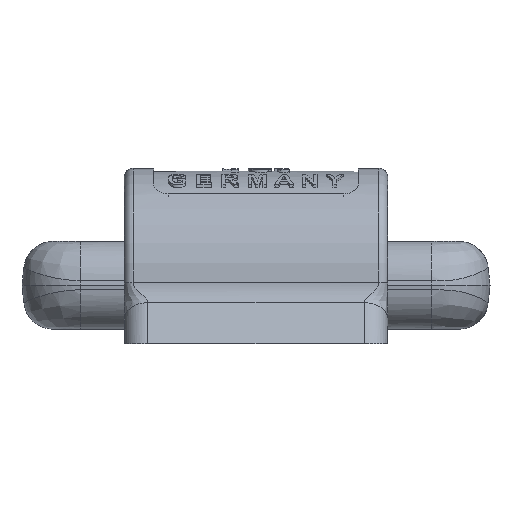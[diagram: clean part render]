
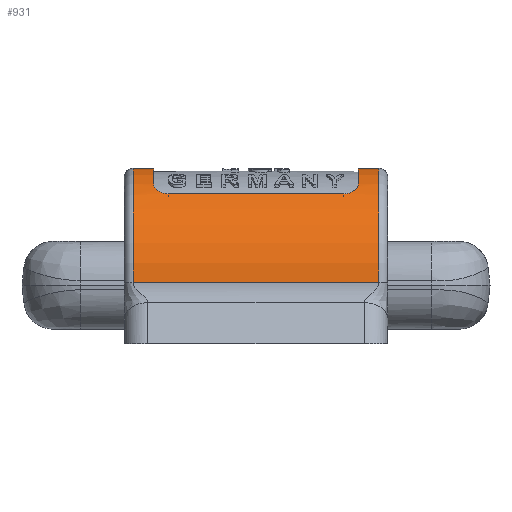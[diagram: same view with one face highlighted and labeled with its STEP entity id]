
A CAD part, front view. The second image highlights one B-rep face of the part: STEP entity #931.
In plain terms, the highlighted cylindrical face has radius 40 mm (diameter 80 mm), a partial arc.
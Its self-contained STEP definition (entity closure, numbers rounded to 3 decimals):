
#931=ADVANCED_FACE('',(#1879,#1880),#1380,.T.);
#1380=CYLINDRICAL_SURFACE('',#7908,40.);
#1465=B_SPLINE_CURVE_WITH_KNOTS('',3,(#10170,#10171,#10172,#10173,#10174,
#10175),.UNSPECIFIED.,.F.,.F.,(4,2,4),(0.,0.5,1.),.UNSPECIFIED.);
#1466=B_SPLINE_CURVE_WITH_KNOTS('',3,(#10179,#10180,#10181,#10182,#10183,
#10184),.UNSPECIFIED.,.F.,.F.,(4,2,4),(0.,0.5,1.),.UNSPECIFIED.);
#1467=B_SPLINE_CURVE_WITH_KNOTS('',3,(#10188,#10189,#10190,#10191,#10192,
#10193),.UNSPECIFIED.,.F.,.F.,(4,2,4),(0.,0.5,1.),.UNSPECIFIED.);
#1468=B_SPLINE_CURVE_WITH_KNOTS('',3,(#10197,#10198,#10199,#10200,#10201,
#10202),.UNSPECIFIED.,.F.,.F.,(4,2,4),(0.,0.5,1.),.UNSPECIFIED.);
#1879=FACE_BOUND('',#1921,.T.);
#1880=FACE_BOUND('',#1922,.T.);
#1921=EDGE_LOOP('',(#2580,#2581,#2582,#2583));
#1922=EDGE_LOOP('',(#2584,#2585,#2586,#2587,#2588,#2589,#2590,#2591));
#2402=CIRCLE('',#7904,40.);
#2403=CIRCLE('',#7905,40.);
#2404=CIRCLE('',#7906,40.);
#2405=CIRCLE('',#7907,40.);
#2580=ORIENTED_EDGE('',*,*,#5592,.T.);
#2581=ORIENTED_EDGE('',*,*,#5593,.T.);
#2582=ORIENTED_EDGE('',*,*,#5594,.T.);
#2583=ORIENTED_EDGE('',*,*,#5595,.T.);
#2584=ORIENTED_EDGE('',*,*,#5596,.F.);
#2585=ORIENTED_EDGE('',*,*,#5597,.F.);
#2586=ORIENTED_EDGE('',*,*,#5598,.F.);
#2587=ORIENTED_EDGE('',*,*,#5599,.F.);
#2588=ORIENTED_EDGE('',*,*,#5600,.F.);
#2589=ORIENTED_EDGE('',*,*,#5601,.F.);
#2590=ORIENTED_EDGE('',*,*,#5602,.F.);
#2591=ORIENTED_EDGE('',*,*,#5603,.F.);
#4866=VERTEX_POINT('',#10160);
#4867=VERTEX_POINT('',#10161);
#4868=VERTEX_POINT('',#10163);
#4869=VERTEX_POINT('',#10165);
#4870=VERTEX_POINT('',#10168);
#4871=VERTEX_POINT('',#10169);
#4872=VERTEX_POINT('',#10176);
#4873=VERTEX_POINT('',#10178);
#4874=VERTEX_POINT('',#10185);
#4875=VERTEX_POINT('',#10187);
#4876=VERTEX_POINT('',#10194);
#4877=VERTEX_POINT('',#10196);
#5592=EDGE_CURVE('',#4866,#4867,#6735,.T.);
#5593=EDGE_CURVE('',#4867,#4868,#2402,.T.);
#5594=EDGE_CURVE('',#4868,#4869,#6736,.T.);
#5595=EDGE_CURVE('',#4869,#4866,#2403,.T.);
#5596=EDGE_CURVE('',#4870,#4871,#2404,.T.);
#5597=EDGE_CURVE('',#4872,#4870,#1465,.T.);
#5598=EDGE_CURVE('',#4873,#4872,#6737,.T.);
#5599=EDGE_CURVE('',#4874,#4873,#1466,.T.);
#5600=EDGE_CURVE('',#4875,#4874,#2405,.T.);
#5601=EDGE_CURVE('',#4876,#4875,#1467,.T.);
#5602=EDGE_CURVE('',#4877,#4876,#6738,.T.);
#5603=EDGE_CURVE('',#4871,#4877,#1468,.T.);
#6735=LINE('',#10159,#7280);
#6736=LINE('',#10164,#7281);
#6737=LINE('',#10177,#7282);
#6738=LINE('',#10195,#7283);
#7280=VECTOR('',#8449,1.);
#7281=VECTOR('',#8452,1.);
#7282=VECTOR('',#8457,1.);
#7283=VECTOR('',#8460,1.);
#7904=AXIS2_PLACEMENT_3D('',#10162,#8450,#8451);
#7905=AXIS2_PLACEMENT_3D('',#10166,#8453,#8454);
#7906=AXIS2_PLACEMENT_3D('',#10167,#8455,#8456);
#7907=AXIS2_PLACEMENT_3D('',#10186,#8458,#8459);
#7908=AXIS2_PLACEMENT_3D('',#10203,#8461,#8462);
#8449=DIRECTION('',(1.,0.,0.));
#8450=DIRECTION('',(-1.,0.,0.));
#8451=DIRECTION('',(0.,0.,1.));
#8452=DIRECTION('',(-1.,0.,0.));
#8453=DIRECTION('',(1.,0.,0.));
#8454=DIRECTION('',(0.,0.,-1.));
#8455=DIRECTION('',(-1.,0.,0.));
#8456=DIRECTION('',(0.,-1.,0.));
#8457=DIRECTION('',(1.,0.,0.));
#8458=DIRECTION('',(1.,0.,0.));
#8459=DIRECTION('',(0.,1.,0.));
#8460=DIRECTION('',(-1.,0.,0.));
#8461=DIRECTION('',(-1.,0.,0.));
#8462=DIRECTION('',(0.,0.,-1.));
#10159=CARTESIAN_POINT('',(0.,-39.99,0.9));
#10160=CARTESIAN_POINT('',(-42.,-39.99,0.9));
#10161=CARTESIAN_POINT('',(42.,-39.99,0.9));
#10162=CARTESIAN_POINT('',(42.,0.,0.));
#10163=CARTESIAN_POINT('',(42.,39.99,0.9));
#10164=CARTESIAN_POINT('',(0.,39.99,0.9));
#10165=CARTESIAN_POINT('',(-42.,39.99,0.9));
#10166=CARTESIAN_POINT('',(-42.,0.,0.));
#10167=CARTESIAN_POINT('',(35.,0.,0.));
#10168=CARTESIAN_POINT('',(35.,-20.,34.641));
#10169=CARTESIAN_POINT('',(35.,20.,34.641));
#10170=CARTESIAN_POINT('',(30.,-25.,31.225));
#10171=CARTESIAN_POINT('',(31.462,-25.,31.225));
#10172=CARTESIAN_POINT('',(32.797,-24.339,31.764));
#10173=CARTESIAN_POINT('',(34.543,-22.452,33.125));
#10174=CARTESIAN_POINT('',(35.,-21.261,33.913));
#10175=CARTESIAN_POINT('',(35.,-20.,34.641));
#10176=CARTESIAN_POINT('',(30.,-25.,31.225));
#10177=CARTESIAN_POINT('',(0.,-25.,31.225));
#10178=CARTESIAN_POINT('',(-30.,-25.,31.225));
#10179=CARTESIAN_POINT('',(-35.,-20.,34.641));
#10180=CARTESIAN_POINT('',(-35.,-21.262,33.912));
#10181=CARTESIAN_POINT('',(-34.54,-22.452,33.125));
#10182=CARTESIAN_POINT('',(-32.813,-24.325,31.775));
#10183=CARTESIAN_POINT('',(-31.465,-25.,31.225));
#10184=CARTESIAN_POINT('',(-30.,-25.,31.225));
#10185=CARTESIAN_POINT('',(-35.,-20.,34.641));
#10186=CARTESIAN_POINT('',(-35.,0.,0.));
#10187=CARTESIAN_POINT('',(-35.,20.,34.641));
#10188=CARTESIAN_POINT('',(-30.,25.,31.225));
#10189=CARTESIAN_POINT('',(-31.462,25.,31.225));
#10190=CARTESIAN_POINT('',(-32.797,24.339,31.764));
#10191=CARTESIAN_POINT('',(-34.543,22.452,33.125));
#10192=CARTESIAN_POINT('',(-35.,21.261,33.913));
#10193=CARTESIAN_POINT('',(-35.,20.,34.641));
#10194=CARTESIAN_POINT('',(-30.,25.,31.225));
#10195=CARTESIAN_POINT('',(0.,25.,31.225));
#10196=CARTESIAN_POINT('',(30.,25.,31.225));
#10197=CARTESIAN_POINT('',(35.,20.,34.641));
#10198=CARTESIAN_POINT('',(35.,21.262,33.912));
#10199=CARTESIAN_POINT('',(34.54,22.452,33.125));
#10200=CARTESIAN_POINT('',(32.813,24.325,31.775));
#10201=CARTESIAN_POINT('',(31.465,25.,31.225));
#10202=CARTESIAN_POINT('',(30.,25.,31.225));
#10203=CARTESIAN_POINT('',(0.,0.,0.));
